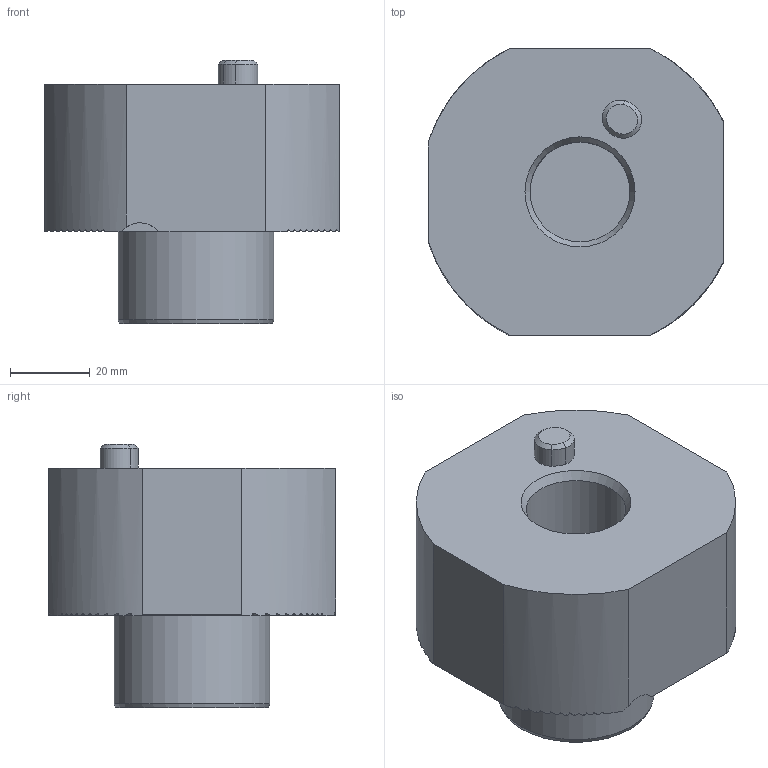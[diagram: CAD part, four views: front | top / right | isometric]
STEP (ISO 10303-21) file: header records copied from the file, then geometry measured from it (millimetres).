
FILE_DESCRIPTION(/* description */ (''),/* implementation_level */ '2;1');
FILE_NAME(/* name */ 'W9990928_stp.stp',/* time_stamp */ '2013-09-04T13:49:26+02:00',/* author */ (''),/* organization */ (''),/* preprocessor_version */ 'ST-DEVELOPER v11',/* originating_system */ 'SIEMENS PLM Software NX 7.5',/* authorisation */ '');
FILE_SCHEMA (('AUTOMOTIVE_DESIGN { 1 0 10303 214 1 1 1 1 }'));
Length unit declared in the file: millimetre
Products named in the file (1): reic2B5Al8t3
Bounding box: 74 x 72 x 66 mm (x, y, z)
Volume: 177051.8 mm3; surface area: 25879.5 mm2
Topology: 1 solids, 1 shells, 93 faces, 253 edges, 167 vertices
Faces by surface type: plane 73, cylinder 14, cone 6
Full cylindrical faces by diameter (mm): 25 x1, 39 x1
Entity records: 3014 total; most frequent: DIRECTION 584, CARTESIAN_POINT 514, ORIENTED_EDGE 496, EDGE_CURVE 248, AXIS2_PLACEMENT_3D 244, VERTEX_POINT 166, EDGE_LOOP 102, LINE 96
